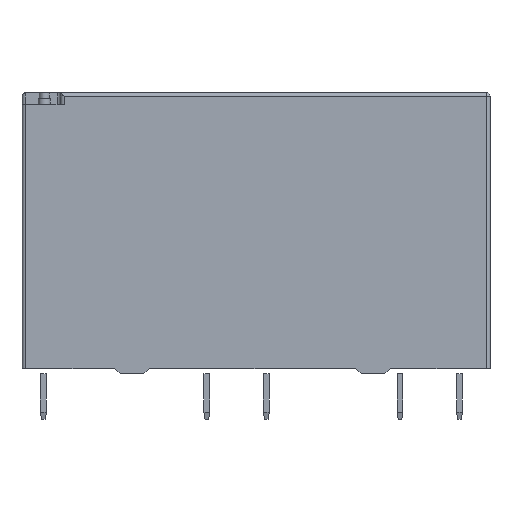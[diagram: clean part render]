
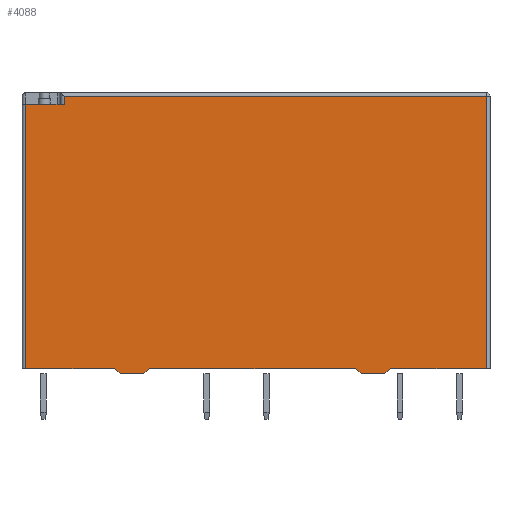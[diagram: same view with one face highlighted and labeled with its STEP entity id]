
A CAD part, front view. The second image highlights one B-rep face of the part: STEP entity #4088.
In plain terms, the highlighted planar face has unit normal (0, -1, 0).
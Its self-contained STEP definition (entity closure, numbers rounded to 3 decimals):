
#3088=CARTESIAN_POINT('',(-11.6,-6.5,0.));
#3089=VERTEX_POINT('',#3088);
#3096=CARTESIAN_POINT('',(-12.1,-6.5,0.4));
#3097=VERTEX_POINT('',#3096);
#3098=CARTESIAN_POINT('',(-11.6,-6.5,0.));
#3099=DIRECTION('',(-0.781,0.0,0.625));
#3100=VECTOR('',#3099,0.64);
#3101=LINE('',#3098,#3100);
#3102=EDGE_CURVE('',#3089,#3097,#3101,.T.);
#3119=CARTESIAN_POINT('',(-9.6,-6.5,0.));
#3120=VERTEX_POINT('',#3119);
#3127=CARTESIAN_POINT('',(-9.6,-6.5,0.));
#3128=DIRECTION('',(-1.0,0.0,0.0));
#3129=VECTOR('',#3128,2.0);
#3130=LINE('',#3127,#3129);
#3131=EDGE_CURVE('',#3120,#3089,#3130,.T.);
#3143=CARTESIAN_POINT('',(-9.1,-6.5,0.4));
#3144=VERTEX_POINT('',#3143);
#3151=CARTESIAN_POINT('',(-9.1,-6.5,0.4));
#3152=DIRECTION('',(-0.781,0.0,-0.625));
#3153=VECTOR('',#3152,0.64);
#3154=LINE('',#3151,#3153);
#3155=EDGE_CURVE('',#3144,#3120,#3154,.T.);
#3167=CARTESIAN_POINT('',(11.5,-6.5,0.4));
#3168=VERTEX_POINT('',#3167);
#3175=CARTESIAN_POINT('',(11.,-6.5,0.));
#3176=VERTEX_POINT('',#3175);
#3177=CARTESIAN_POINT('',(11.,-6.5,0.));
#3178=DIRECTION('',(0.781,0.0,0.625));
#3179=VECTOR('',#3178,0.64);
#3180=LINE('',#3177,#3179);
#3181=EDGE_CURVE('',#3176,#3168,#3180,.T.);
#3198=CARTESIAN_POINT('',(9.,-6.5,0.));
#3199=VERTEX_POINT('',#3198);
#3206=CARTESIAN_POINT('',(8.5,-6.5,0.4));
#3207=VERTEX_POINT('',#3206);
#3208=CARTESIAN_POINT('',(8.5,-6.5,0.4));
#3209=DIRECTION('',(0.781,0.0,-0.625));
#3210=VECTOR('',#3209,0.64);
#3211=LINE('',#3208,#3210);
#3212=EDGE_CURVE('',#3207,#3199,#3211,.T.);
#3261=CARTESIAN_POINT('',(9.,-6.5,0.));
#3262=DIRECTION('',(1.0,0.0,0.0));
#3263=VECTOR('',#3262,2.0);
#3264=LINE('',#3261,#3263);
#3265=EDGE_CURVE('',#3199,#3176,#3264,.T.);
#3457=CARTESIAN_POINT('',(19.7,-6.5,0.4));
#3458=VERTEX_POINT('',#3457);
#3466=CARTESIAN_POINT('',(19.7,-6.5,0.4));
#3467=DIRECTION('',(-1.0,0.0,0.0));
#3468=VECTOR('',#3467,8.2);
#3469=LINE('',#3466,#3468);
#3470=EDGE_CURVE('',#3458,#3168,#3469,.T.);
#3475=CARTESIAN_POINT('',(8.5,-6.5,0.4));
#3476=DIRECTION('',(-1.0,0.0,0.0));
#3477=VECTOR('',#3476,17.6);
#3478=LINE('',#3475,#3477);
#3479=EDGE_CURVE('',#3207,#3144,#3478,.T.);
#3484=CARTESIAN_POINT('',(-19.7,-6.5,0.4));
#3485=VERTEX_POINT('',#3484);
#3486=CARTESIAN_POINT('',(-12.1,-6.5,0.4));
#3487=DIRECTION('',(-1.0,0.0,0.0));
#3488=VECTOR('',#3487,7.6);
#3489=LINE('',#3486,#3488);
#3490=EDGE_CURVE('',#3097,#3485,#3489,.T.);
#3589=CARTESIAN_POINT('',(-16.4,-6.5,23.7));
#3590=VERTEX_POINT('',#3589);
#3606=CARTESIAN_POINT('',(-16.4,-6.5,23.));
#3607=VERTEX_POINT('',#3606);
#3615=CARTESIAN_POINT('',(-16.4,-6.5,23.));
#3616=DIRECTION('',(0.0,0.0,1.0));
#3617=VECTOR('',#3616,0.7);
#3618=LINE('',#3615,#3617);
#3619=EDGE_CURVE('',#3607,#3590,#3618,.T.);
#3757=CARTESIAN_POINT('',(-19.7,-6.5,23.));
#3758=VERTEX_POINT('',#3757);
#3768=CARTESIAN_POINT('',(-16.4,-6.5,23.));
#3769=DIRECTION('',(-1.0,0.0,0.0));
#3770=VECTOR('',#3769,3.3);
#3771=LINE('',#3768,#3770);
#3772=EDGE_CURVE('',#3607,#3758,#3771,.T.);
#3845=CARTESIAN_POINT('',(19.7,-6.5,23.7));
#3846=VERTEX_POINT('',#3845);
#3847=CARTESIAN_POINT('',(-16.4,-6.5,23.7));
#3848=DIRECTION('',(1.0,0.0,0.0));
#3849=VECTOR('',#3848,36.1);
#3850=LINE('',#3847,#3849);
#3851=EDGE_CURVE('',#3590,#3846,#3850,.T.);
#4051=CARTESIAN_POINT('',(19.7,-6.5,0.4));
#4052=DIRECTION('',(0.0,0.0,1.0));
#4053=VECTOR('',#4052,23.3);
#4054=LINE('',#4051,#4053);
#4055=EDGE_CURVE('',#3458,#3846,#4054,.T.);
#4062=CARTESIAN_POINT('',(-19.2,-6.5,0.4));
#4063=DIRECTION('',(0.0,-1.0,0.0));
#4064=DIRECTION('',(1.0,0.0,0.0));
#4065=AXIS2_PLACEMENT_3D('',#4062,#4063,#4064);
#4066=PLANE('',#4065);
#4067=ORIENTED_EDGE('',*,*,#3772,.T.);
#4068=CARTESIAN_POINT('',(-19.7,-6.5,0.4));
#4069=DIRECTION('',(0.0,0.0,1.0));
#4070=VECTOR('',#4069,22.6);
#4071=LINE('',#4068,#4070);
#4072=EDGE_CURVE('',#3485,#3758,#4071,.T.);
#4073=ORIENTED_EDGE('',*,*,#4072,.F.);
#4074=ORIENTED_EDGE('',*,*,#3490,.F.);
#4075=ORIENTED_EDGE('',*,*,#3102,.F.);
#4076=ORIENTED_EDGE('',*,*,#3131,.F.);
#4077=ORIENTED_EDGE('',*,*,#3155,.F.);
#4078=ORIENTED_EDGE('',*,*,#3479,.F.);
#4079=ORIENTED_EDGE('',*,*,#3212,.T.);
#4080=ORIENTED_EDGE('',*,*,#3265,.T.);
#4081=ORIENTED_EDGE('',*,*,#3181,.T.);
#4082=ORIENTED_EDGE('',*,*,#3470,.F.);
#4083=ORIENTED_EDGE('',*,*,#4055,.T.);
#4084=ORIENTED_EDGE('',*,*,#3851,.F.);
#4085=ORIENTED_EDGE('',*,*,#3619,.F.);
#4086=EDGE_LOOP('',(#4067,#4073,#4074,#4075,#4076,#4077,#4078,#4079,#4080,#4081,#4082,#4083,#4084,#4085));
#4087=FACE_OUTER_BOUND('',#4086,.T.);
#4088=ADVANCED_FACE('',(#4087),#4066,.T.);
